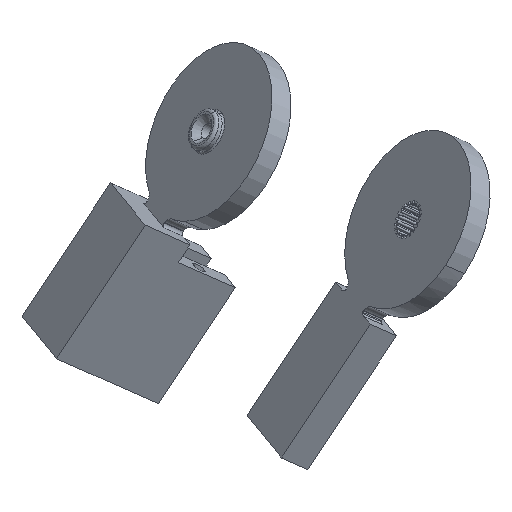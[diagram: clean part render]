
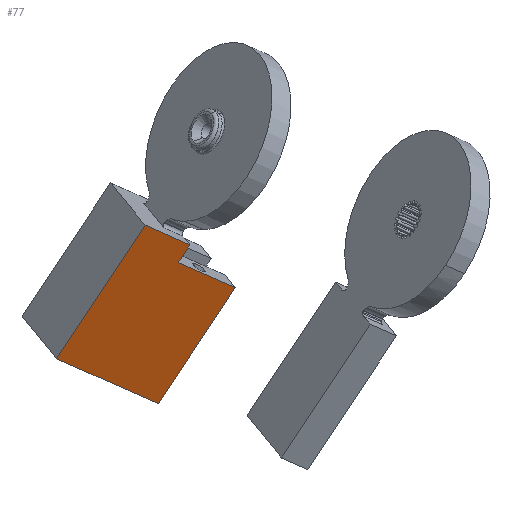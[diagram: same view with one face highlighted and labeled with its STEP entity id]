
A CAD part, top view. The second image highlights one B-rep face of the part: STEP entity #77.
In plain terms, the highlighted planar face has unit normal (0.396, -0.484, 0.78).
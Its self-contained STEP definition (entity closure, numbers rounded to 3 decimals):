
#29 = EDGE_CURVE ( 'NONE', #2850, #2314, #3371, .T. ) ;
#77 = ADVANCED_FACE ( 'NONE', ( #2451 ), #6538, .T. ) ;
#280 = DIRECTION ( 'NONE',  ( -0.745, 0.327, 0.581 ) ) ;
#640 = VECTOR ( 'NONE', #7295, 1000. ) ;
#1043 = AXIS2_PLACEMENT_3D ( 'NONE', #3083, #3662, #1939 ) ;
#1052 = CARTESIAN_POINT ( 'NONE',  ( 418.809, 1106.016, 2158.899 ) ) ;
#1084 = CARTESIAN_POINT ( 'NONE',  ( 413.979, 1098.711, 2156.822 ) ) ;
#1285 = VECTOR ( 'NONE', #280, 1000. ) ;
#1320 = CARTESIAN_POINT ( 'NONE',  ( 340.456, 1069.433, 2175.972 ) ) ;
#1357 = VERTEX_POINT ( 'NONE', #7261 ) ;
#1360 = LINE ( 'NONE', #1052, #7312 ) ;
#1468 = EDGE_CURVE ( 'NONE', #1357, #4019, #1360, .T. ) ;
#1561 = CARTESIAN_POINT ( 'NONE',  ( 513.967, 1249.937, 2199.83 ) ) ;
#1658 = CARTESIAN_POINT ( 'NONE',  ( 382.427, 1050.989, 2143.25 ) ) ;
#1939 = DIRECTION ( 'NONE',  ( 0.537, 0.812, 0.231 ) ) ;
#2176 = CARTESIAN_POINT ( 'NONE',  ( 376.838, 1124.46, 2191.622 ) ) ;
#2202 = DIRECTION ( 'NONE',  ( -0.745, 0.327, 0.581 ) ) ;
#2314 = VERTEX_POINT ( 'NONE', #1658 ) ;
#2341 = ORIENTED_EDGE ( 'NONE', *, *, #7283, .T. ) ;
#2451 = FACE_OUTER_BOUND ( 'NONE', #6718, .T. ) ;
#2680 = ORIENTED_EDGE ( 'NONE', *, *, #29, .T. ) ;
#2850 = VERTEX_POINT ( 'NONE', #1320 ) ;
#3038 = EDGE_CURVE ( 'NONE', #2314, #6723, #5251, .T. ) ;
#3083 = CARTESIAN_POINT ( 'NONE',  ( 527.548, 1243.969, 2189.241 ) ) ;
#3218 = CARTESIAN_POINT ( 'NONE',  ( 693.344, 1567.051, 2305.383 ) ) ;
#3266 = ORIENTED_EDGE ( 'NONE', *, *, #4570, .T. ) ;
#3371 = LINE ( 'NONE', #4819, #5809 ) ;
#3598 = VECTOR ( 'NONE', #5594, 1000. ) ;
#3662 = DIRECTION ( 'NONE',  ( 0.396, -0.484, 0.781 ) ) ;
#3688 = CARTESIAN_POINT ( 'NONE',  ( 390.507, 1109.026, 2175.122 ) ) ;
#3836 = VERTEX_POINT ( 'NONE', #3688 ) ;
#4019 = VERTEX_POINT ( 'NONE', #2176 ) ;
#4191 = DIRECTION ( 'NONE',  ( 0.745, -0.327, -0.581 ) ) ;
#4271 = LINE ( 'NONE', #6043, #1285 ) ;
#4570 = EDGE_CURVE ( 'NONE', #3836, #1357, #4853, .T. ) ;
#4819 = CARTESIAN_POINT ( 'NONE',  ( 396.008, 1045.021, 2132.661 ) ) ;
#4853 = LINE ( 'NONE', #3218, #3598 ) ;
#4889 = CARTESIAN_POINT ( 'NONE',  ( 369.367, 1113.159, 2188.408 ) ) ;
#5251 = LINE ( 'NONE', #1561, #640 ) ;
#5540 = VECTOR ( 'NONE', #5549, 1000. ) ;
#5549 = DIRECTION ( 'NONE',  ( 0.537, 0.812, 0.231 ) ) ;
#5594 = DIRECTION ( 'NONE',  ( 0.537, 0.812, 0.231 ) ) ;
#5809 = VECTOR ( 'NONE', #4191, 1000. ) ;
#6002 = ORIENTED_EDGE ( 'NONE', *, *, #3038, .T. ) ;
#6043 = CARTESIAN_POINT ( 'NONE',  ( 427.56, 1092.743, 2146.233 ) ) ;
#6071 = LINE ( 'NONE', #4889, #5540 ) ;
#6164 = EDGE_CURVE ( 'NONE', #2850, #4019, #6071, .T. ) ;
#6538 = PLANE ( 'NONE',  #1043 ) ;
#6663 = ORIENTED_EDGE ( 'NONE', *, *, #6164, .F. ) ;
#6718 = EDGE_LOOP ( 'NONE', ( #2680, #6002, #2341, #3266, #7044, #6663 ) ) ;
#6723 = VERTEX_POINT ( 'NONE', #1084 ) ;
#7044 = ORIENTED_EDGE ( 'NONE', *, *, #1468, .T. ) ;
#7261 = CARTESIAN_POINT ( 'NONE',  ( 395.337, 1116.33, 2177.199 ) ) ;
#7283 = EDGE_CURVE ( 'NONE', #6723, #3836, #4271, .T. ) ;
#7295 = DIRECTION ( 'NONE',  ( 0.537, 0.812, 0.231 ) ) ;
#7312 = VECTOR ( 'NONE', #2202, 1000. ) ;
